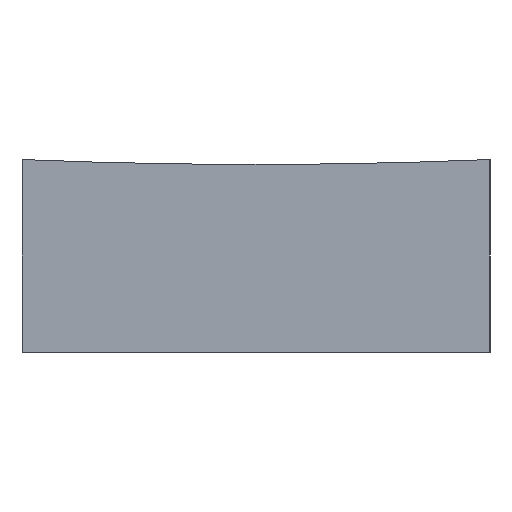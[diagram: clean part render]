
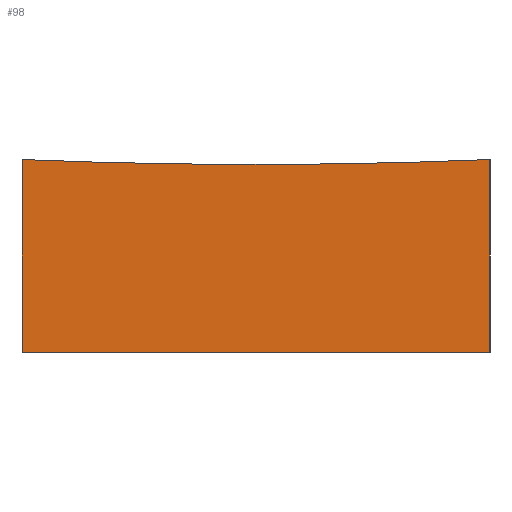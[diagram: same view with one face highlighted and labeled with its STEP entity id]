
A CAD part, left-side view. The second image highlights one B-rep face of the part: STEP entity #98.
In plain terms, the highlighted planar face has unit normal (-1, 0, 0).
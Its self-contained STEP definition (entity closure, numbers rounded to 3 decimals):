
#7 = EDGE_CURVE ( 'NONE', #174, #86, #236, .T. ) ;
#8 = CARTESIAN_POINT ( 'NONE',  ( -25., 12.5, 0. ) ) ;
#11 = CARTESIAN_POINT ( 'NONE',  ( -25., 12.5, 15. ) ) ;
#19 = CARTESIAN_POINT ( 'NONE',  ( -25., 0., 309. ) ) ;
#28 = ORIENTED_EDGE ( 'NONE', *, *, #155, .T. ) ;
#29 = ORIENTED_EDGE ( 'NONE', *, *, #212, .F. ) ;
#34 = PLANE ( 'NONE',  #94 ) ;
#44 = CIRCLE ( 'NONE', #181, 298.957 ) ;
#47 = DIRECTION ( 'NONE',  ( 0., 1., 0. ) ) ;
#52 = CARTESIAN_POINT ( 'NONE',  ( -25., 0., 10.043 ) ) ;
#57 = CARTESIAN_POINT ( 'NONE',  ( -25., 12.5, 0. ) ) ;
#62 = DIRECTION ( 'NONE',  ( 0., 1., 0. ) ) ;
#63 = DIRECTION ( 'NONE',  ( 0., 0., -1. ) ) ;
#72 = EDGE_CURVE ( 'NONE', #139, #158, #44, .T. ) ;
#76 = FACE_OUTER_BOUND ( 'NONE', #85, .T. ) ;
#85 = EDGE_LOOP ( 'NONE', ( #217, #28, #195, #29, #173 ) ) ;
#86 = VERTEX_POINT ( 'NONE', #248 ) ;
#89 = VECTOR ( 'NONE', #101, 1000. ) ;
#94 = AXIS2_PLACEMENT_3D ( 'NONE', #202, #164, #222 ) ;
#98 = ADVANCED_FACE ( 'NONE', ( #76 ), #34, .F. ) ;
#99 = VECTOR ( 'NONE', #63, 1000. ) ;
#101 = DIRECTION ( 'NONE',  ( 0., -1., 0. ) ) ;
#125 = CIRCLE ( 'NONE', #220, 298.957 ) ;
#139 = VERTEX_POINT ( 'NONE', #52 ) ;
#144 = DIRECTION ( 'NONE',  ( -1., 0., 0. ) ) ;
#147 = LINE ( 'NONE', #11, #156 ) ;
#152 = DIRECTION ( 'NONE',  ( -1., 0., 0. ) ) ;
#155 = EDGE_CURVE ( 'NONE', #161, #174, #147, .T. ) ;
#156 = VECTOR ( 'NONE', #246, 1000. ) ;
#158 = VERTEX_POINT ( 'NONE', #179 ) ;
#161 = VERTEX_POINT ( 'NONE', #226 ) ;
#164 = DIRECTION ( 'NONE',  ( 1., 0., 0. ) ) ;
#173 = ORIENTED_EDGE ( 'NONE', *, *, #72, .F. ) ;
#174 = VERTEX_POINT ( 'NONE', #57 ) ;
#179 = CARTESIAN_POINT ( 'NONE',  ( -25., -12.5, 10.305 ) ) ;
#181 = AXIS2_PLACEMENT_3D ( 'NONE', #200, #144, #47 ) ;
#195 = ORIENTED_EDGE ( 'NONE', *, *, #7, .T. ) ;
#200 = CARTESIAN_POINT ( 'NONE',  ( -25., 0., 309. ) ) ;
#202 = CARTESIAN_POINT ( 'NONE',  ( -25., 12.5, 15. ) ) ;
#209 = LINE ( 'NONE', #234, #99 ) ;
#212 = EDGE_CURVE ( 'NONE', #158, #86, #209, .T. ) ;
#217 = ORIENTED_EDGE ( 'NONE', *, *, #243, .F. ) ;
#220 = AXIS2_PLACEMENT_3D ( 'NONE', #19, #152, #62 ) ;
#222 = DIRECTION ( 'NONE',  ( 0., 1., 0. ) ) ;
#226 = CARTESIAN_POINT ( 'NONE',  ( -25., 12.5, 10.305 ) ) ;
#234 = CARTESIAN_POINT ( 'NONE',  ( -25., -12.5, 15. ) ) ;
#236 = LINE ( 'NONE', #8, #89 ) ;
#243 = EDGE_CURVE ( 'NONE', #161, #139, #125, .T. ) ;
#246 = DIRECTION ( 'NONE',  ( 0., 0., -1. ) ) ;
#248 = CARTESIAN_POINT ( 'NONE',  ( -25., -12.5, 0. ) ) ;
